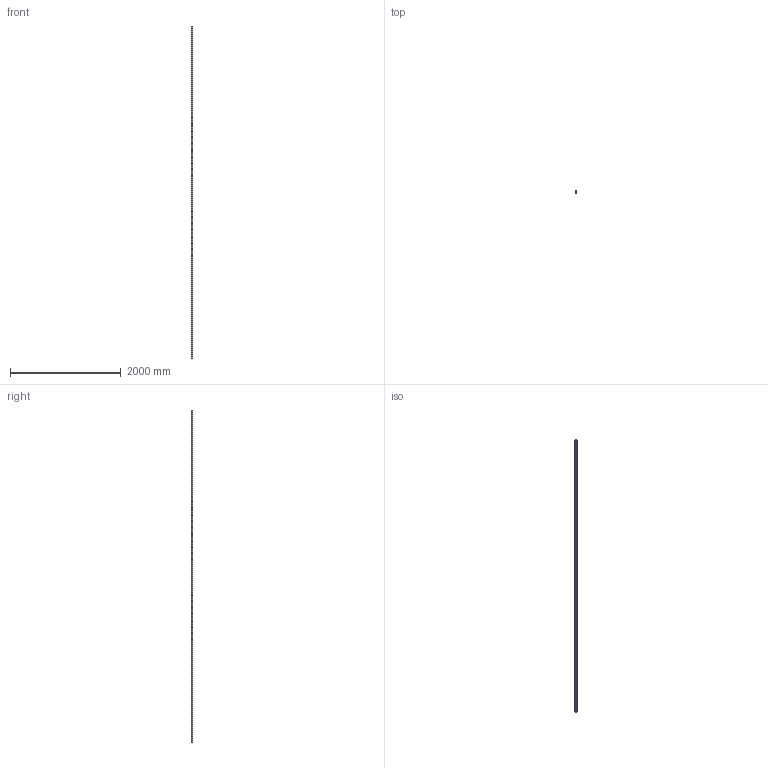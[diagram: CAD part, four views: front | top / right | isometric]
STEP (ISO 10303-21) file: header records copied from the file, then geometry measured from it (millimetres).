
FILE_DESCRIPTION (( 'STEP AP203' ), '1' );
FILE_NAME ('60366-GU-6M.step', '2022-07-21T07:57:07', ( '' ), ( '' ), 'SwSTEP 2.0', 'SolidWorks 2018', '' );
FILE_SCHEMA (( 'CONFIG_CONTROL_DESIGN' ));
Length unit declared in the file: millimetre
Products named in the file (1): 60366-GU-6M
Bounding box: 34.78 x 32.5 x 6000 mm (x, y, z)
Volume: 1446973.2 mm3; surface area: 1688236.6 mm2
Topology: 1 solids, 1 shells, 377 faces, 1041 edges, 694 vertices
Faces by surface type: plane 224, bspline 143, cylinder 10
Entity records: 18986 total; most frequent: CARTESIAN_POINT 10248, ORIENTED_EDGE 2082, DIRECTION 1245, EDGE_CURVE 1041, LINE 735, VECTOR 735, VERTEX_POINT 694, EDGE_LOOP 405
